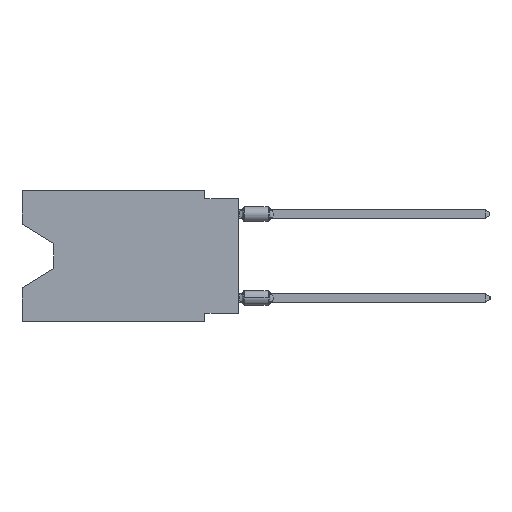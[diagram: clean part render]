
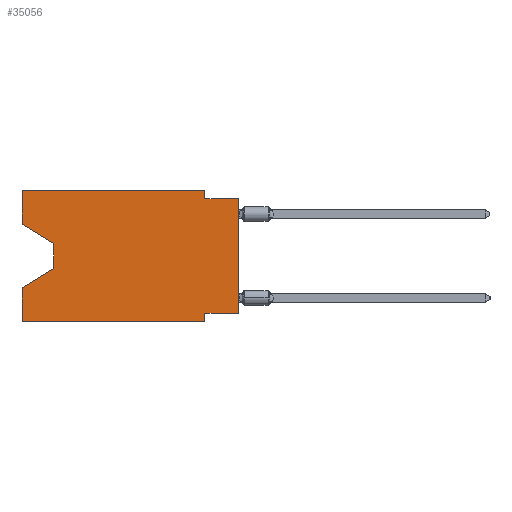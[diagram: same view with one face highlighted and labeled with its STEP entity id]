
A CAD part, left-side view. The second image highlights one B-rep face of the part: STEP entity #35056.
In plain terms, the highlighted planar face has unit normal (-1, 0, 0).
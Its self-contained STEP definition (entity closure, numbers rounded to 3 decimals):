
#634 = CARTESIAN_POINT ( 'NONE',  ( 0., 16.383, 0. ) ) ;
#1355 = EDGE_CURVE ( 'NONE', #8604, #12005, #27865, .T. ) ;
#1539 = ORIENTED_EDGE ( 'NONE', *, *, #49721, .F. ) ;
#1724 = AXIS2_PLACEMENT_3D ( 'NONE', #40554, #21022, #27940 ) ;
#2086 = EDGE_CURVE ( 'NONE', #45599, #44653, #30846, .T. ) ;
#2622 = ORIENTED_EDGE ( 'NONE', *, *, #48141, .F. ) ;
#3403 = VECTOR ( 'NONE', #28115, 1000. ) ;
#7433 = DIRECTION ( 'NONE',  ( 0., 0., 1. ) ) ;
#7862 = CARTESIAN_POINT ( 'NONE',  ( 0., 16.383, 0. ) ) ;
#8604 = VERTEX_POINT ( 'NONE', #34532 ) ;
#8883 = CARTESIAN_POINT ( 'NONE',  ( 0., 0., -0.635 ) ) ;
#8927 = VERTEX_POINT ( 'NONE', #7862 ) ;
#10138 = ORIENTED_EDGE ( 'NONE', *, *, #1355, .T. ) ;
#11051 = VERTEX_POINT ( 'NONE', #37248 ) ;
#11585 = CARTESIAN_POINT ( 'NONE',  ( 0., 13.97, -4.013 ) ) ;
#11798 = LINE ( 'NONE', #27492, #32082 ) ;
#12005 = VERTEX_POINT ( 'NONE', #50203 ) ;
#12456 = VECTOR ( 'NONE', #49299, 1000. ) ;
#12459 = VERTEX_POINT ( 'NONE', #49382 ) ;
#13138 = CARTESIAN_POINT ( 'NONE',  ( 0., 2.54, -9.271 ) ) ;
#14027 = VECTOR ( 'NONE', #37265, 1000. ) ;
#14637 = ORIENTED_EDGE ( 'NONE', *, *, #49116, .T. ) ;
#15602 = ORIENTED_EDGE ( 'NONE', *, *, #2086, .T. ) ;
#16038 = CARTESIAN_POINT ( 'NONE',  ( 0., 2.54, 0. ) ) ;
#16282 = CARTESIAN_POINT ( 'NONE',  ( 0., 2.54, -9.906 ) ) ;
#16336 = DIRECTION ( 'NONE',  ( 0., 0., 1. ) ) ;
#17444 = LINE ( 'NONE', #44938, #12456 ) ;
#17472 = EDGE_CURVE ( 'NONE', #8604, #44653, #50296, .T. ) ;
#19062 = VECTOR ( 'NONE', #42974, 1000. ) ;
#19067 = ORIENTED_EDGE ( 'NONE', *, *, #38118, .T. ) ;
#19107 = LINE ( 'NONE', #37903, #31526 ) ;
#19220 = EDGE_CURVE ( 'NONE', #25055, #12005, #40190, .T. ) ;
#19623 = EDGE_CURVE ( 'NONE', #30502, #45599, #46815, .T. ) ;
#19817 = LINE ( 'NONE', #42461, #38248 ) ;
#20698 = CARTESIAN_POINT ( 'NONE',  ( 0., 16.383, -2.546 ) ) ;
#21022 = DIRECTION ( 'NONE',  ( 1., 0., 0. ) ) ;
#21696 = EDGE_CURVE ( 'NONE', #22679, #8927, #19107, .T. ) ;
#22216 = VECTOR ( 'NONE', #22652, 1000. ) ;
#22652 = DIRECTION ( 'NONE',  ( 0., 0.855, -0.519 ) ) ;
#22679 = VERTEX_POINT ( 'NONE', #20698 ) ;
#22894 = CARTESIAN_POINT ( 'NONE',  ( 0., 13.97, -5.893 ) ) ;
#24467 = CARTESIAN_POINT ( 'NONE',  ( 0., 0., -0.635 ) ) ;
#25055 = VERTEX_POINT ( 'NONE', #13138 ) ;
#25866 = LINE ( 'NONE', #16038, #3403 ) ;
#27299 = VECTOR ( 'NONE', #16336, 1000. ) ;
#27492 = CARTESIAN_POINT ( 'NONE',  ( 0., 0., 0. ) ) ;
#27865 = LINE ( 'NONE', #43049, #49252 ) ;
#27940 = DIRECTION ( 'NONE',  ( 0., 0., -1. ) ) ;
#28115 = DIRECTION ( 'NONE',  ( 0., 0., -1. ) ) ;
#29856 = VERTEX_POINT ( 'NONE', #35881 ) ;
#29988 = VECTOR ( 'NONE', #35642, 1000. ) ;
#30298 = ORIENTED_EDGE ( 'NONE', *, *, #19623, .T. ) ;
#30502 = VERTEX_POINT ( 'NONE', #45828 ) ;
#30571 = ORIENTED_EDGE ( 'NONE', *, *, #33541, .F. ) ;
#30846 = LINE ( 'NONE', #22894, #22216 ) ;
#31526 = VECTOR ( 'NONE', #34791, 1000. ) ;
#31641 = DIRECTION ( 'NONE',  ( 0., -0.855, -0.519 ) ) ;
#31957 = DIRECTION ( 'NONE',  ( 0., 0., -1. ) ) ;
#32034 = EDGE_LOOP ( 'NONE', ( #14637, #30298, #15602, #37423, #10138, #40248, #1539, #19067, #2622, #35007, #30571, #32336 ) ) ;
#32082 = VECTOR ( 'NONE', #7433, 1000. ) ;
#32336 = ORIENTED_EDGE ( 'NONE', *, *, #21696, .F. ) ;
#33541 = EDGE_CURVE ( 'NONE', #8927, #29856, #37513, .T. ) ;
#33901 = CARTESIAN_POINT ( 'NONE',  ( 0., 16.383, 0. ) ) ;
#34532 = CARTESIAN_POINT ( 'NONE',  ( 0., 16.383, -9.906 ) ) ;
#34791 = DIRECTION ( 'NONE',  ( 0., 0., 1. ) ) ;
#35007 = ORIENTED_EDGE ( 'NONE', *, *, #37188, .F. ) ;
#35056 = ADVANCED_FACE ( 'NONE', ( #36440 ), #47735, .F. ) ;
#35642 = DIRECTION ( 'NONE',  ( 0., -1., 0. ) ) ;
#35881 = CARTESIAN_POINT ( 'NONE',  ( 0., 2.54, 0. ) ) ;
#36440 = FACE_OUTER_BOUND ( 'NONE', #32034, .T. ) ;
#37188 = EDGE_CURVE ( 'NONE', #29856, #11051, #25866, .T. ) ;
#37248 = CARTESIAN_POINT ( 'NONE',  ( 0., 2.54, -0.635 ) ) ;
#37265 = DIRECTION ( 'NONE',  ( 0., -1., 0. ) ) ;
#37423 = ORIENTED_EDGE ( 'NONE', *, *, #17472, .F. ) ;
#37513 = LINE ( 'NONE', #33901, #14027 ) ;
#37903 = CARTESIAN_POINT ( 'NONE',  ( 0., 16.383, 0. ) ) ;
#38118 = EDGE_CURVE ( 'NONE', #12459, #42686, #11798, .T. ) ;
#38248 = VECTOR ( 'NONE', #31641, 1000. ) ;
#40190 = LINE ( 'NONE', #16282, #48569 ) ;
#40248 = ORIENTED_EDGE ( 'NONE', *, *, #19220, .F. ) ;
#40554 = CARTESIAN_POINT ( 'NONE',  ( 0., 16.383, 0. ) ) ;
#42461 = CARTESIAN_POINT ( 'NONE',  ( 0., 16.383, -2.546 ) ) ;
#42686 = VERTEX_POINT ( 'NONE', #24467 ) ;
#42974 = DIRECTION ( 'NONE',  ( 0., 0., -1. ) ) ;
#43049 = CARTESIAN_POINT ( 'NONE',  ( 0., 16.383, -9.906 ) ) ;
#44653 = VERTEX_POINT ( 'NONE', #46311 ) ;
#44938 = CARTESIAN_POINT ( 'NONE',  ( 0., 0., -9.271 ) ) ;
#45570 = CARTESIAN_POINT ( 'NONE',  ( 0., 13.97, -5.893 ) ) ;
#45599 = VERTEX_POINT ( 'NONE', #45570 ) ;
#45828 = CARTESIAN_POINT ( 'NONE',  ( 0., 13.97, -4.013 ) ) ;
#46311 = CARTESIAN_POINT ( 'NONE',  ( 0., 16.383, -7.36 ) ) ;
#46815 = LINE ( 'NONE', #11585, #19062 ) ;
#46893 = DIRECTION ( 'NONE',  ( 0., -1., 0. ) ) ;
#47445 = LINE ( 'NONE', #8883, #29988 ) ;
#47735 = PLANE ( 'NONE',  #1724 ) ;
#48141 = EDGE_CURVE ( 'NONE', #11051, #42686, #47445, .T. ) ;
#48569 = VECTOR ( 'NONE', #31957, 1000. ) ;
#49116 = EDGE_CURVE ( 'NONE', #22679, #30502, #19817, .T. ) ;
#49252 = VECTOR ( 'NONE', #46893, 1000. ) ;
#49299 = DIRECTION ( 'NONE',  ( 0., 1., 0. ) ) ;
#49382 = CARTESIAN_POINT ( 'NONE',  ( 0., 0., -9.271 ) ) ;
#49721 = EDGE_CURVE ( 'NONE', #12459, #25055, #17444, .T. ) ;
#50203 = CARTESIAN_POINT ( 'NONE',  ( 0., 2.54, -9.906 ) ) ;
#50296 = LINE ( 'NONE', #634, #27299 ) ;
